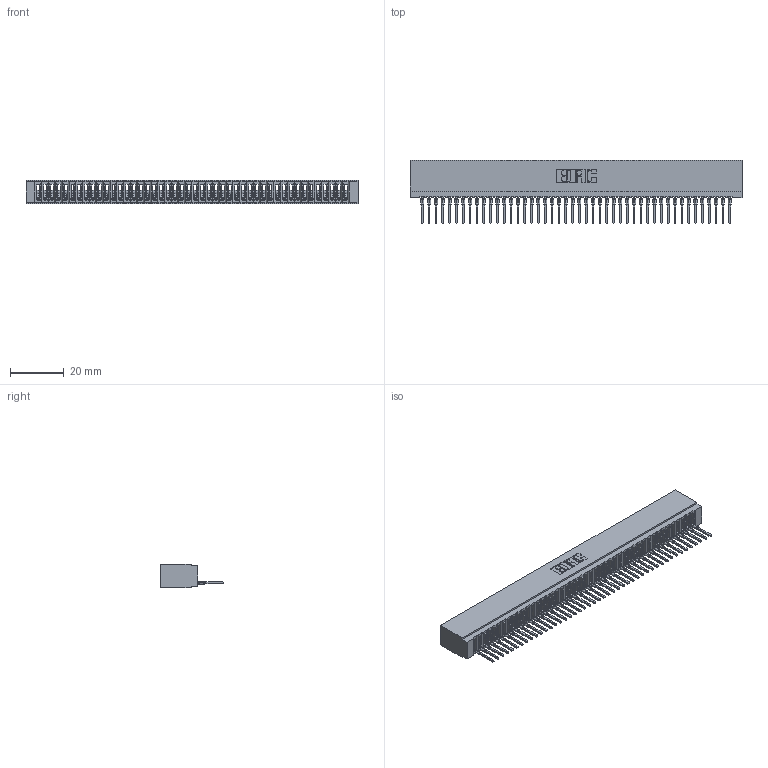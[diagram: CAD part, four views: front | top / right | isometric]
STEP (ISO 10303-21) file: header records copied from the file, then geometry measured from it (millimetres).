
FILE_DESCRIPTION (( 'STEP AP203' ), '1' );
FILE_NAME ('725-046-522-101.STEP', '2026-03-05T22:58:26', ( '' ), ( '' ), 'SwSTEP 2.0', 'SolidWorks 2023', '' );
FILE_SCHEMA (( 'CONFIG_CONTROL_DESIGN' ));
Length unit declared in the file: millimetre
Products named in the file (3): 725 Part_Insulator Option - 01; 725-046-522-101; 745-292-001_522
Assembly tree (47 placements, depth 2):
  725-046-522-101
    725 Part_Insulator Option - 01
    745-292-001_522  x46
Bounding box: 123.44 x 23.51 x 8.89 mm (x, y, z)
Volume: 9367.2 mm3; surface area: 18221.7 mm2
Topology: 47 solids, 47 shells, 5247 faces, 14422 edges, 9092 vertices
Faces by surface type: plane 3137, bspline 920, cylinder 914, torus 276
Entity records: 75388 total; most frequent: CARTESIAN_POINT 13785, ORIENTED_EDGE 13274, DIRECTION 11503, EDGE_CURVE 6637, VECTOR 6179, LINE 6179, VERTEX_POINT 4232, AXIS2_PLACEMENT_3D 2662
